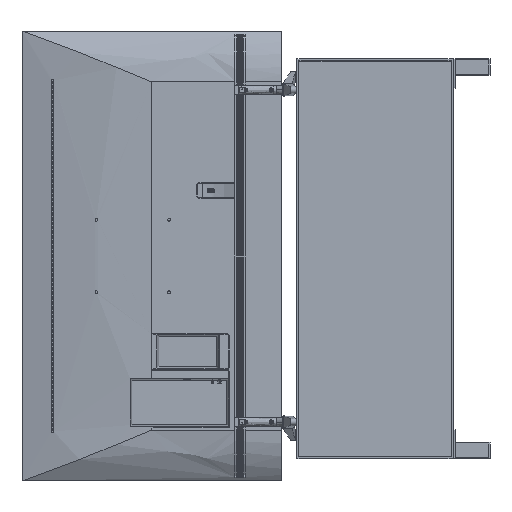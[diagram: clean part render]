
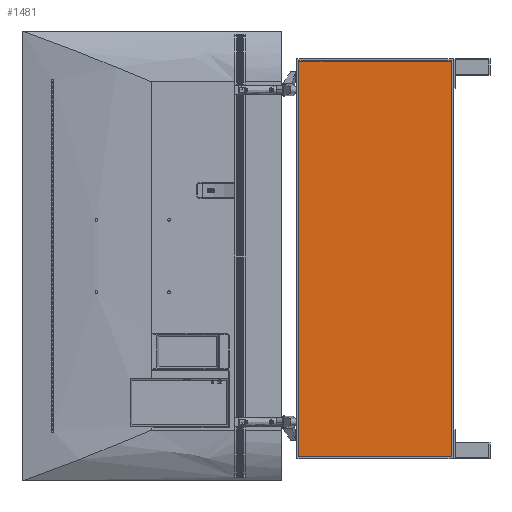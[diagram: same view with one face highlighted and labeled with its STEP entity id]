
A CAD part, left-side view. The second image highlights one B-rep face of the part: STEP entity #1481.
In plain terms, the highlighted free-form (B-spline) face has degree [1, 1] with [2, 2] control points.
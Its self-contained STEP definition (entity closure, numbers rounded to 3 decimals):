
#1481 = ADVANCED_FACE('',(#1482),#1512,.T.);
#1482 = FACE_BOUND('',#1483,.T.);
#1483 = EDGE_LOOP('',(#1484,#1493,#1500,#1507));
#1484 = ORIENTED_EDGE('',*,*,#1485,.T.);
#1485 = EDGE_CURVE('',#1486,#1488,#1490,.T.);
#1486 = VERTEX_POINT('',#1487);
#1487 = CARTESIAN_POINT('',(-551.758,8.276,
    -1509.057));
#1488 = VERTEX_POINT('',#1489);
#1489 = CARTESIAN_POINT('',(-551.758,8.276,
    -8.276));
#1490 = B_SPLINE_CURVE_WITH_KNOTS('',1,(#1491,#1492),.UNSPECIFIED.,.F.,
  .F.,(2,2),(-269.,819.),.PIECEWISE_BEZIER_KNOTS.);
#1491 = CARTESIAN_POINT('',(-551.758,8.276,
    -1509.057));
#1492 = CARTESIAN_POINT('',(-551.758,8.276,
    -8.276));
#1493 = ORIENTED_EDGE('',*,*,#1494,.T.);
#1494 = EDGE_CURVE('',#1488,#1495,#1497,.T.);
#1495 = VERTEX_POINT('',#1496);
#1496 = CARTESIAN_POINT('',(-551.758,587.622,
    -8.276));
#1497 = B_SPLINE_CURVE_WITH_KNOTS('',1,(#1498,#1499),.UNSPECIFIED.,.F.,
  .F.,(2,2),(-102.,318.),.PIECEWISE_BEZIER_KNOTS.);
#1498 = CARTESIAN_POINT('',(-551.758,8.276,
    -8.276));
#1499 = CARTESIAN_POINT('',(-551.758,587.622,
    -8.276));
#1500 = ORIENTED_EDGE('',*,*,#1501,.T.);
#1501 = EDGE_CURVE('',#1495,#1502,#1504,.T.);
#1502 = VERTEX_POINT('',#1503);
#1503 = CARTESIAN_POINT('',(-551.758,587.622,
    -1509.057));
#1504 = B_SPLINE_CURVE_WITH_KNOTS('',1,(#1505,#1506),.UNSPECIFIED.,.F.,
  .F.,(2,2),(-819.,269.),.PIECEWISE_BEZIER_KNOTS.);
#1505 = CARTESIAN_POINT('',(-551.758,587.622,
    -8.276));
#1506 = CARTESIAN_POINT('',(-551.758,587.622,
    -1509.057));
#1507 = ORIENTED_EDGE('',*,*,#1508,.T.);
#1508 = EDGE_CURVE('',#1502,#1486,#1509,.T.);
#1509 = B_SPLINE_CURVE_WITH_KNOTS('',1,(#1510,#1511),.UNSPECIFIED.,.F.,
  .F.,(2,2),(-318.,102.),.PIECEWISE_BEZIER_KNOTS.);
#1510 = CARTESIAN_POINT('',(-551.758,587.622,
    -1509.057));
#1511 = CARTESIAN_POINT('',(-551.758,8.276,
    -1509.057));
#1512 = B_SPLINE_SURFACE_WITH_KNOTS('',1,1,(
    (#1513,#1514)
    ,(#1515,#1516
    )),.UNSPECIFIED.,.F.,.F.,.F.,(2,2),(2,2),(6.,1094.),
  (6.,426.),.PIECEWISE_BEZIER_KNOTS.);
#1513 = CARTESIAN_POINT('',(-551.758,8.276,
    -1509.057));
#1514 = CARTESIAN_POINT('',(-551.758,587.622,
    -1509.057));
#1515 = CARTESIAN_POINT('',(-551.758,8.276,
    -8.276));
#1516 = CARTESIAN_POINT('',(-551.758,587.622,
    -8.276));
